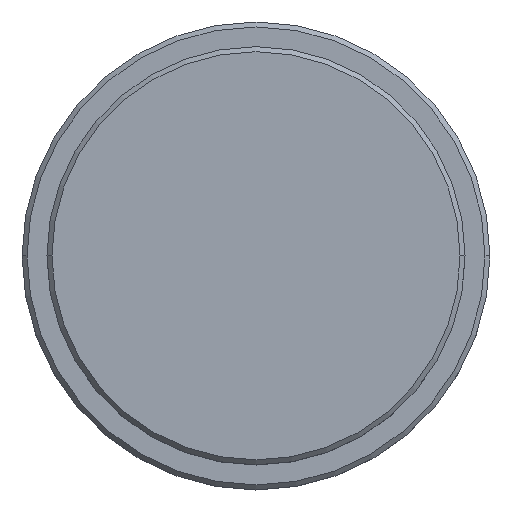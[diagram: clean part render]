
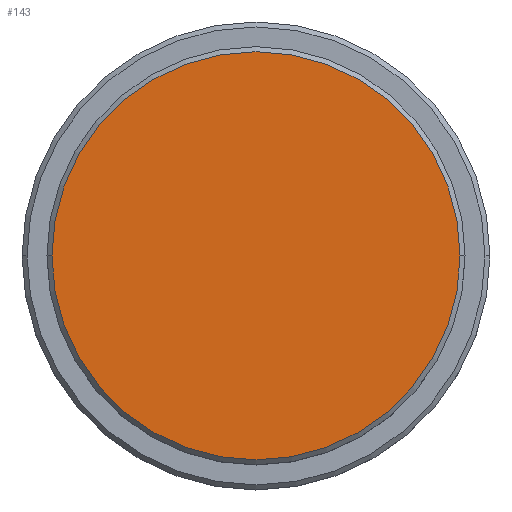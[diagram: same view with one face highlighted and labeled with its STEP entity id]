
A CAD part, top view. The second image highlights one B-rep face of the part: STEP entity #143.
In plain terms, the highlighted planar face has unit normal (0, 0, 1).
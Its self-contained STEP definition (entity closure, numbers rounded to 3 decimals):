
#2 = PLANE ( 'NONE',  #677 ) ;
#143 = ADVANCED_FACE ( 'NONE', ( #1207 ), #2, .T. ) ;
#156 = AXIS2_PLACEMENT_3D ( 'NONE', #1378, #1017, #1370 ) ;
#164 = DIRECTION ( 'NONE',  ( 0., 0., 1. ) ) ;
#175 = DIRECTION ( 'NONE',  ( 1., 0., 0. ) ) ;
#194 = ORIENTED_EDGE ( 'NONE', *, *, #1004, .T. ) ;
#341 = EDGE_LOOP ( 'NONE', ( #988, #194 ) ) ;
#398 = CARTESIAN_POINT ( 'NONE',  ( -20.5, 0., 0. ) ) ;
#492 = CIRCLE ( 'NONE', #956, 20.5 ) ;
#544 = DIRECTION ( 'NONE',  ( 0., 0., 1. ) ) ;
#585 = VERTEX_POINT ( 'NONE', #1374 ) ;
#594 = CARTESIAN_POINT ( 'NONE',  ( 0., 0., 0. ) ) ;
#670 = VERTEX_POINT ( 'NONE', #398 ) ;
#677 = AXIS2_PLACEMENT_3D ( 'NONE', #1181, #544, #1331 ) ;
#956 = AXIS2_PLACEMENT_3D ( 'NONE', #594, #164, #175 ) ;
#988 = ORIENTED_EDGE ( 'NONE', *, *, #1380, .T. ) ;
#1004 = EDGE_CURVE ( 'NONE', #585, #670, #1394, .T. ) ;
#1017 = DIRECTION ( 'NONE',  ( 0., 0., 1. ) ) ;
#1181 = CARTESIAN_POINT ( 'NONE',  ( 0., 0., 0. ) ) ;
#1207 = FACE_OUTER_BOUND ( 'NONE', #341, .T. ) ;
#1331 = DIRECTION ( 'NONE',  ( 1., 0., 0. ) ) ;
#1370 = DIRECTION ( 'NONE',  ( 1., 0., 0. ) ) ;
#1374 = CARTESIAN_POINT ( 'NONE',  ( 20.5, 0., 0. ) ) ;
#1378 = CARTESIAN_POINT ( 'NONE',  ( 0., 0., 0. ) ) ;
#1380 = EDGE_CURVE ( 'NONE', #670, #585, #492, .T. ) ;
#1394 = CIRCLE ( 'NONE', #156, 20.5 ) ;
